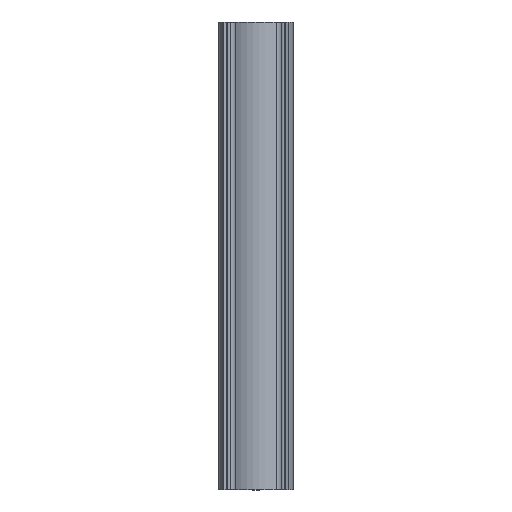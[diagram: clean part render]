
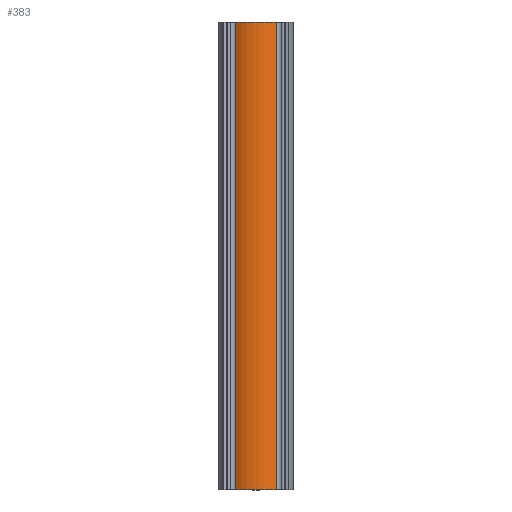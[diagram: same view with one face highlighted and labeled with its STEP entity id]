
A CAD part, top view. The second image highlights one B-rep face of the part: STEP entity #383.
In plain terms, the highlighted cylindrical face has radius 39.75 mm (diameter 79.5 mm), a partial arc.
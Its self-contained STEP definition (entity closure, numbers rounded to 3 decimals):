
#354 = EDGE_CURVE('',#355,#357,#359,.T.);
#355 = VERTEX_POINT('',#356);
#356 = CARTESIAN_POINT('',(21.462,249.,33.458));
#357 = VERTEX_POINT('',#358);
#358 = CARTESIAN_POINT('',(21.462,-249.,33.458));
#359 = LINE('',#360,#361);
#360 = CARTESIAN_POINT('',(21.462,249.,33.458));
#361 = VECTOR('',#362,1.);
#362 = DIRECTION('',(0.,-1.,0.));
#383 = ADVANCED_FACE('',(#384),#411,.T.);
#384 = FACE_BOUND('',#385,.F.);
#385 = EDGE_LOOP('',(#386,#387,#396,#404));
#386 = ORIENTED_EDGE('',*,*,#354,.T.);
#387 = ORIENTED_EDGE('',*,*,#388,.T.);
#388 = EDGE_CURVE('',#357,#389,#391,.T.);
#389 = VERTEX_POINT('',#390);
#390 = CARTESIAN_POINT('',(-21.462,-249.,33.458));
#391 = CIRCLE('',#392,39.75);
#392 = AXIS2_PLACEMENT_3D('',#393,#394,#395);
#393 = CARTESIAN_POINT('',(0.,-249.,0.));
#394 = DIRECTION('',(0.,-1.,0.));
#395 = DIRECTION('',(1.,0.,0.));
#396 = ORIENTED_EDGE('',*,*,#397,.F.);
#397 = EDGE_CURVE('',#398,#389,#400,.T.);
#398 = VERTEX_POINT('',#399);
#399 = CARTESIAN_POINT('',(-21.462,249.,33.458));
#400 = LINE('',#401,#402);
#401 = CARTESIAN_POINT('',(-21.462,249.,33.458));
#402 = VECTOR('',#403,1.);
#403 = DIRECTION('',(0.,-1.,0.));
#404 = ORIENTED_EDGE('',*,*,#405,.F.);
#405 = EDGE_CURVE('',#355,#398,#406,.T.);
#406 = CIRCLE('',#407,39.75);
#407 = AXIS2_PLACEMENT_3D('',#408,#409,#410);
#408 = CARTESIAN_POINT('',(0.,249.,0.));
#409 = DIRECTION('',(0.,-1.,0.));
#410 = DIRECTION('',(1.,0.,0.));
#411 = CYLINDRICAL_SURFACE('',#412,39.75);
#412 = AXIS2_PLACEMENT_3D('',#413,#414,#415);
#413 = CARTESIAN_POINT('',(0.,249.,0.));
#414 = DIRECTION('',(-0.,1.,0.));
#415 = DIRECTION('',(1.,0.,0.));
